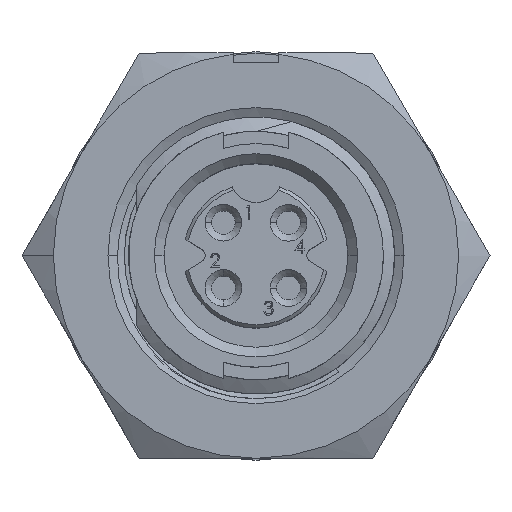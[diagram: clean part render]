
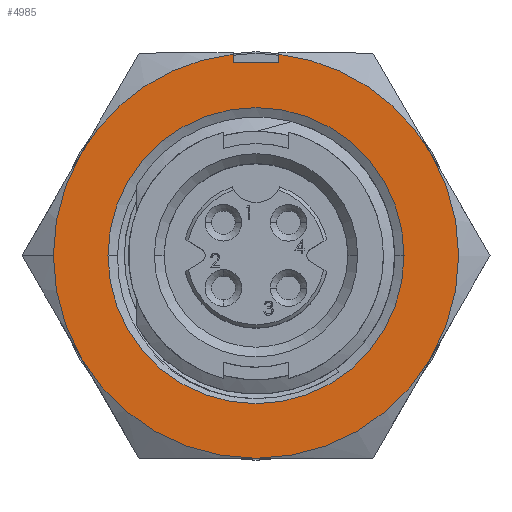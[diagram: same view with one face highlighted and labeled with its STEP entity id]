
A CAD part, top view. The second image highlights one B-rep face of the part: STEP entity #4985.
In plain terms, the highlighted planar face has unit normal (0, 0, 1).
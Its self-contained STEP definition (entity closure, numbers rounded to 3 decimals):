
#874 = AXIS2_PLACEMENT_3D ( 'NONE', #4177, #6889, #16270 ) ;
#1312 = CARTESIAN_POINT ( 'NONE',  ( 0., -0.841, 9.147 ) ) ;
#1661 = CARTESIAN_POINT ( 'NONE',  ( -0.889, 6.652, 9.147 ) ) ;
#1676 = DIRECTION ( 'NONE',  ( 0., 0., -1. ) ) ;
#1861 = VECTOR ( 'NONE', #12492, 1000. ) ;
#1931 = CARTESIAN_POINT ( 'NONE',  ( -6.819, 3.096, 9.147 ) ) ;
#2294 = VERTEX_POINT ( 'NONE', #3565 ) ;
#2673 = DIRECTION ( 'NONE',  ( -1., 0., 0. ) ) ;
#2908 = CARTESIAN_POINT ( 'NONE',  ( 0., -0.841, 9.147 ) ) ;
#2931 = VERTEX_POINT ( 'NONE', #15838 ) ;
#3128 = CIRCLE ( 'NONE', #3150, 7.874 ) ;
#3150 = AXIS2_PLACEMENT_3D ( 'NONE', #12172, #4037, #13503 ) ;
#3412 = CARTESIAN_POINT ( 'NONE',  ( -7.874, -0.841, 9.147 ) ) ;
#3499 = CIRCLE ( 'NONE', #9249, 7.874 ) ;
#3565 = CARTESIAN_POINT ( 'NONE',  ( 5.753, -0.841, 9.147 ) ) ;
#3651 = CARTESIAN_POINT ( 'NONE',  ( 6.819, -4.778, 9.147 ) ) ;
#4037 = DIRECTION ( 'NONE',  ( 0., 0., -1. ) ) ;
#4177 = CARTESIAN_POINT ( 'NONE',  ( 0., -16.589, 9.147 ) ) ;
#4258 = DIRECTION ( 'NONE',  ( -1., 0., 0. ) ) ;
#4445 = CARTESIAN_POINT ( 'NONE',  ( 0., -0.841, 9.147 ) ) ;
#4490 = EDGE_CURVE ( 'NONE', #13309, #5992, #5434, .T. ) ;
#4828 = DIRECTION ( 'NONE',  ( 0., -1., 0. ) ) ;
#4885 = DIRECTION ( 'NONE',  ( 0., 0., -1. ) ) ;
#4985 = ADVANCED_FACE ( 'NONE', ( #7348, #9343 ), #5528, .F. ) ;
#5080 = CIRCLE ( 'NONE', #15210, 7.874 ) ;
#5231 = ORIENTED_EDGE ( 'NONE', *, *, #11481, .F. ) ;
#5329 = EDGE_CURVE ( 'NONE', #15403, #5375, #6679, .T. ) ;
#5375 = VERTEX_POINT ( 'NONE', #3651 ) ;
#5434 = LINE ( 'NONE', #15123, #1861 ) ;
#5477 = ORIENTED_EDGE ( 'NONE', *, *, #14033, .F. ) ;
#5528 = PLANE ( 'NONE',  #874 ) ;
#5724 = EDGE_CURVE ( 'NONE', #2294, #8967, #14879, .T. ) ;
#5750 = VERTEX_POINT ( 'NONE', #9729 ) ;
#5773 = DIRECTION ( 'NONE',  ( -1., 0., 0. ) ) ;
#5967 = CARTESIAN_POINT ( 'NONE',  ( -5.753, -0.841, 9.147 ) ) ;
#5992 = VERTEX_POINT ( 'NONE', #10195 ) ;
#6010 = CARTESIAN_POINT ( 'NONE',  ( 0., -0.841, 9.147 ) ) ;
#6012 = ORIENTED_EDGE ( 'NONE', *, *, #11628, .T. ) ;
#6679 = CIRCLE ( 'NONE', #15290, 7.874 ) ;
#6889 = DIRECTION ( 'NONE',  ( 0., 0., -1. ) ) ;
#6893 = CARTESIAN_POINT ( 'NONE',  ( 0.889, 6.652, 9.147 ) ) ;
#7146 = DIRECTION ( 'NONE',  ( 1., 0., 0. ) ) ;
#7348 = FACE_BOUND ( 'NONE', #11681, .T. ) ;
#7414 = DIRECTION ( 'NONE',  ( -1., 0., 0. ) ) ;
#7612 = EDGE_CURVE ( 'NONE', #10740, #9456, #3499, .T. ) ;
#7812 = DIRECTION ( 'NONE',  ( 0., 0., -1. ) ) ;
#8051 = CARTESIAN_POINT ( 'NONE',  ( 0., -0.841, 9.147 ) ) ;
#8492 = ORIENTED_EDGE ( 'NONE', *, *, #10830, .F. ) ;
#8631 = ORIENTED_EDGE ( 'NONE', *, *, #4490, .F. ) ;
#8967 = VERTEX_POINT ( 'NONE', #5967 ) ;
#9129 = ORIENTED_EDGE ( 'NONE', *, *, #7612, .F. ) ;
#9249 = AXIS2_PLACEMENT_3D ( 'NONE', #1312, #10845, #2673 ) ;
#9343 = FACE_OUTER_BOUND ( 'NONE', #15856, .T. ) ;
#9456 = VERTEX_POINT ( 'NONE', #11300 ) ;
#9464 = DIRECTION ( 'NONE',  ( -1., 0., 0. ) ) ;
#9729 = CARTESIAN_POINT ( 'NONE',  ( -0.889, 6.652, 9.147 ) ) ;
#9833 = CARTESIAN_POINT ( 'NONE',  ( 0., -0.841, 9.147 ) ) ;
#9862 = VERTEX_POINT ( 'NONE', #14955 ) ;
#10147 = EDGE_CURVE ( 'NONE', #9456, #5750, #14595, .T. ) ;
#10166 = AXIS2_PLACEMENT_3D ( 'NONE', #4445, #13886, #5773 ) ;
#10195 = CARTESIAN_POINT ( 'NONE',  ( 0.889, 6.983, 9.147 ) ) ;
#10740 = VERTEX_POINT ( 'NONE', #1931 ) ;
#10830 = EDGE_CURVE ( 'NONE', #9862, #2931, #5080, .T. ) ;
#10845 = DIRECTION ( 'NONE',  ( 0., 0., -1. ) ) ;
#11172 = DIRECTION ( 'NONE',  ( -1., 0., 0. ) ) ;
#11300 = CARTESIAN_POINT ( 'NONE',  ( -0.889, 6.983, 9.147 ) ) ;
#11481 = EDGE_CURVE ( 'NONE', #5375, #9862, #12088, .T. ) ;
#11554 = ORIENTED_EDGE ( 'NONE', *, *, #5329, .F. ) ;
#11628 = EDGE_CURVE ( 'NONE', #8967, #2294, #14757, .T. ) ;
#11681 = EDGE_LOOP ( 'NONE', ( #16906, #6012 ) ) ;
#11941 = AXIS2_PLACEMENT_3D ( 'NONE', #6010, #15420, #7414 ) ;
#12088 = CIRCLE ( 'NONE', #10166, 7.874 ) ;
#12172 = CARTESIAN_POINT ( 'NONE',  ( 0., -0.841, 9.147 ) ) ;
#12378 = DIRECTION ( 'NONE',  ( 0., 0., -1. ) ) ;
#12492 = DIRECTION ( 'NONE',  ( 0., 1., 0. ) ) ;
#12994 = CARTESIAN_POINT ( 'NONE',  ( 0., -0.841, 9.147 ) ) ;
#13309 = VERTEX_POINT ( 'NONE', #6893 ) ;
#13451 = EDGE_CURVE ( 'NONE', #5750, #13309, #13709, .T. ) ;
#13503 = DIRECTION ( 'NONE',  ( -1., 0., 0. ) ) ;
#13709 = LINE ( 'NONE', #1661, #14124 ) ;
#13886 = DIRECTION ( 'NONE',  ( 0., 0., -1. ) ) ;
#14033 = EDGE_CURVE ( 'NONE', #5992, #15403, #3128, .T. ) ;
#14108 = AXIS2_PLACEMENT_3D ( 'NONE', #2908, #12378, #4258 ) ;
#14124 = VECTOR ( 'NONE', #7146, 1000. ) ;
#14246 = AXIS2_PLACEMENT_3D ( 'NONE', #9833, #1676, #11172 ) ;
#14321 = DIRECTION ( 'NONE',  ( -1., 0., 0. ) ) ;
#14595 = LINE ( 'NONE', #15583, #17291 ) ;
#14757 = CIRCLE ( 'NONE', #11941, 5.753 ) ;
#14879 = CIRCLE ( 'NONE', #14108, 5.753 ) ;
#14892 = CIRCLE ( 'NONE', #14246, 7.874 ) ;
#14955 = CARTESIAN_POINT ( 'NONE',  ( 0., -8.715, 9.147 ) ) ;
#15059 = CARTESIAN_POINT ( 'NONE',  ( 6.819, 3.096, 9.147 ) ) ;
#15082 = CIRCLE ( 'NONE', #17465, 7.874 ) ;
#15123 = CARTESIAN_POINT ( 'NONE',  ( 0.889, 8.097, 9.147 ) ) ;
#15199 = ORIENTED_EDGE ( 'NONE', *, *, #15779, .F. ) ;
#15210 = AXIS2_PLACEMENT_3D ( 'NONE', #12994, #4885, #14321 ) ;
#15290 = AXIS2_PLACEMENT_3D ( 'NONE', #15813, #7812, #17157 ) ;
#15323 = EDGE_CURVE ( 'NONE', #16980, #10740, #14892, .T. ) ;
#15403 = VERTEX_POINT ( 'NONE', #15059 ) ;
#15407 = ORIENTED_EDGE ( 'NONE', *, *, #10147, .F. ) ;
#15420 = DIRECTION ( 'NONE',  ( 0., 0., -1. ) ) ;
#15496 = ORIENTED_EDGE ( 'NONE', *, *, #15323, .F. ) ;
#15583 = CARTESIAN_POINT ( 'NONE',  ( -0.889, 8.097, 9.147 ) ) ;
#15779 = EDGE_CURVE ( 'NONE', #2931, #16980, #15082, .T. ) ;
#15813 = CARTESIAN_POINT ( 'NONE',  ( 0., -0.841, 9.147 ) ) ;
#15838 = CARTESIAN_POINT ( 'NONE',  ( -6.819, -4.778, 9.147 ) ) ;
#15856 = EDGE_LOOP ( 'NONE', ( #5477, #8631, #16321, #15407, #9129, #15496, #15199, #8492, #5231, #11554 ) ) ;
#16270 = DIRECTION ( 'NONE',  ( -1., 0., 0. ) ) ;
#16321 = ORIENTED_EDGE ( 'NONE', *, *, #13451, .F. ) ;
#16906 = ORIENTED_EDGE ( 'NONE', *, *, #5724, .T. ) ;
#16980 = VERTEX_POINT ( 'NONE', #3412 ) ;
#17157 = DIRECTION ( 'NONE',  ( -1., 0., 0. ) ) ;
#17291 = VECTOR ( 'NONE', #4828, 1000. ) ;
#17388 = DIRECTION ( 'NONE',  ( 0., 0., -1. ) ) ;
#17465 = AXIS2_PLACEMENT_3D ( 'NONE', #8051, #17388, #9464 ) ;
